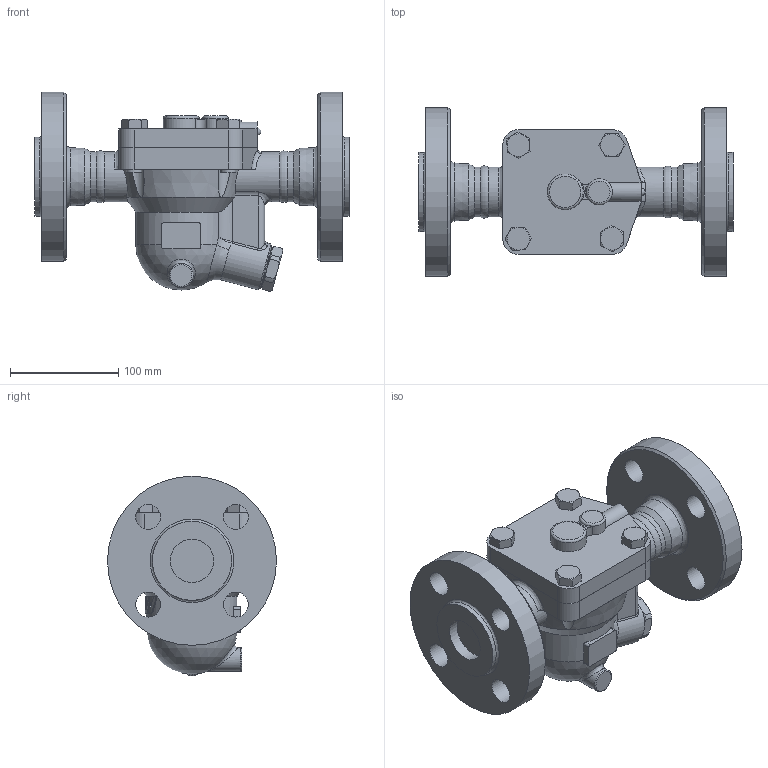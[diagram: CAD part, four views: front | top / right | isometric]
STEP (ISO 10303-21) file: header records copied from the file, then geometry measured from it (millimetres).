
FILE_DESCRIPTION((''),'2;1');
FILE_NAME('j5rlx-040-a0600-00.stp','2010-02-02T14:46:28',('nakaot'),(''),'Autodesk Inventor 2008','Autodesk Inventor 2008','');
FILE_SCHEMA(('AUTOMOTIVE_DESIGN { 1 0 10303 214 1 1 1 1 }'));
Length unit declared in the file: millimetre
Products named in the file (1): j5rlx-040-a0600-00
Bounding box: 290 x 156 x 184.08 mm (x, y, z)
Volume: 2364846.9 mm3; surface area: 223880.9 mm2
Topology: 1 solids, 1 shells, 278 faces, 687 edges, 431 vertices
Faces by surface type: plane 107, cylinder 62, bspline 51, cone 51, torus 5, sphere 2
Full cylindrical faces by diameter (mm): 14 x8, 22 x1, 27 x1, 40 x2, 44 x1, 46 x4, 73 x2, 80 x1, 156 x2
Entity records: 16554 total; most frequent: CARTESIAN_POINT 10628, ORIENTED_EDGE 1232, DIRECTION 1143, EDGE_CURVE 616, AXIS2_PLACEMENT_3D 477, VERTEX_POINT 415, EDGE_LOOP 377, FACE_OUTER_BOUND 278
